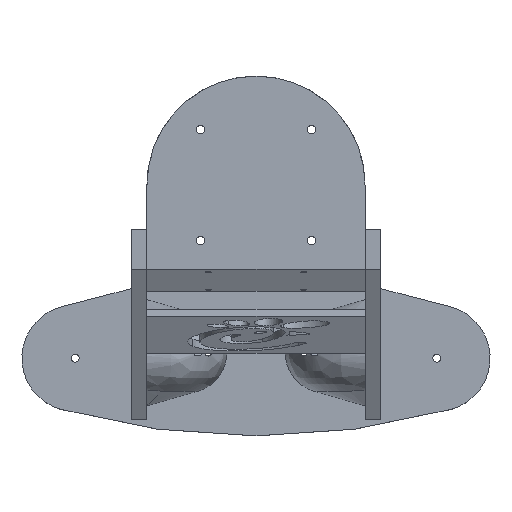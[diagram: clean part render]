
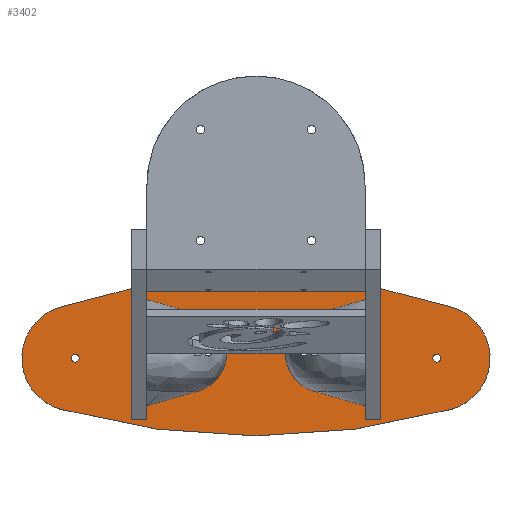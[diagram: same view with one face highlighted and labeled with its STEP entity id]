
A CAD part, top view. The second image highlights one B-rep face of the part: STEP entity #3402.
In plain terms, the highlighted planar face has unit normal (0, 0, 1).
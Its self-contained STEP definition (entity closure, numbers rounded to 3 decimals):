
#248=FACE_BOUND('',#654,.T.);
#249=FACE_BOUND('',#655,.T.);
#250=FACE_BOUND('',#656,.T.);
#251=FACE_BOUND('',#657,.T.);
#252=FACE_BOUND('',#658,.T.);
#253=FACE_BOUND('',#659,.T.);
#346=CIRCLE('',#3640,1.25);
#348=CIRCLE('',#3643,1.25);
#349=CIRCLE('',#3647,237.5);
#350=CIRCLE('',#3648,20.);
#351=CIRCLE('',#3649,275.);
#352=CIRCLE('',#3650,20.);
#353=CIRCLE('',#3651,1.5);
#354=CIRCLE('',#3652,1.5);
#455=FACE_OUTER_BOUND('',#653,.T.);
#653=EDGE_LOOP('',(#2563,#2564,#2565,#2566));
#654=EDGE_LOOP('',(#2567));
#655=EDGE_LOOP('',(#2568));
#656=EDGE_LOOP('',(#2569,#2570,#2571,#2572));
#657=EDGE_LOOP('',(#2573));
#658=EDGE_LOOP('',(#2574));
#659=EDGE_LOOP('',(#2575,#2576,#2577,#2578));
#916=LINE('',#5199,#1213);
#920=LINE('',#5208,#1217);
#922=LINE('',#5220,#1219);
#923=LINE('',#5222,#1220);
#924=LINE('',#5223,#1221);
#925=LINE('',#5229,#1222);
#926=LINE('',#5231,#1223);
#927=LINE('',#5232,#1224);
#1213=VECTOR('',#4054,10.);
#1217=VECTOR('',#4060,10.);
#1219=VECTOR('',#4072,10.);
#1220=VECTOR('',#4073,10.);
#1221=VECTOR('',#4074,10.);
#1222=VECTOR('',#4079,10.);
#1223=VECTOR('',#4080,10.);
#1224=VECTOR('',#4081,10.);
#1530=VERTEX_POINT('',#5183);
#1532=VERTEX_POINT('',#5189);
#1535=VERTEX_POINT('',#5196);
#1536=VERTEX_POINT('',#5198);
#1539=VERTEX_POINT('',#5205);
#1540=VERTEX_POINT('',#5207);
#1541=VERTEX_POINT('',#5211);
#1542=VERTEX_POINT('',#5212);
#1543=VERTEX_POINT('',#5214);
#1544=VERTEX_POINT('',#5216);
#1545=VERTEX_POINT('',#5219);
#1546=VERTEX_POINT('',#5221);
#1547=VERTEX_POINT('',#5224);
#1548=VERTEX_POINT('',#5226);
#1549=VERTEX_POINT('',#5228);
#1550=VERTEX_POINT('',#5230);
#1911=EDGE_CURVE('',#1530,#1530,#346,.T.);
#1914=EDGE_CURVE('',#1532,#1532,#348,.T.);
#1917=EDGE_CURVE('',#1536,#1535,#916,.T.);
#1921=EDGE_CURVE('',#1540,#1539,#920,.T.);
#1923=EDGE_CURVE('',#1541,#1542,#349,.T.);
#1924=EDGE_CURVE('',#1542,#1543,#350,.T.);
#1925=EDGE_CURVE('',#1543,#1544,#351,.T.);
#1926=EDGE_CURVE('',#1544,#1541,#352,.T.);
#1927=EDGE_CURVE('',#1545,#1540,#922,.T.);
#1928=EDGE_CURVE('',#1539,#1546,#923,.T.);
#1929=EDGE_CURVE('',#1546,#1545,#924,.T.);
#1930=EDGE_CURVE('',#1547,#1547,#353,.T.);
#1931=EDGE_CURVE('',#1548,#1548,#354,.T.);
#1932=EDGE_CURVE('',#1535,#1549,#925,.T.);
#1933=EDGE_CURVE('',#1549,#1550,#926,.T.);
#1934=EDGE_CURVE('',#1550,#1536,#927,.T.);
#2563=ORIENTED_EDGE('',*,*,#1923,.T.);
#2564=ORIENTED_EDGE('',*,*,#1924,.T.);
#2565=ORIENTED_EDGE('',*,*,#1925,.T.);
#2566=ORIENTED_EDGE('',*,*,#1926,.T.);
#2567=ORIENTED_EDGE('',*,*,#1911,.T.);
#2568=ORIENTED_EDGE('',*,*,#1914,.T.);
#2569=ORIENTED_EDGE('',*,*,#1927,.T.);
#2570=ORIENTED_EDGE('',*,*,#1921,.T.);
#2571=ORIENTED_EDGE('',*,*,#1928,.T.);
#2572=ORIENTED_EDGE('',*,*,#1929,.T.);
#2573=ORIENTED_EDGE('',*,*,#1930,.T.);
#2574=ORIENTED_EDGE('',*,*,#1931,.T.);
#2575=ORIENTED_EDGE('',*,*,#1932,.T.);
#2576=ORIENTED_EDGE('',*,*,#1933,.T.);
#2577=ORIENTED_EDGE('',*,*,#1934,.T.);
#2578=ORIENTED_EDGE('',*,*,#1917,.T.);
#3290=PLANE('',#3646);
#3402=ADVANCED_FACE('',(#455,#248,#249,#250,#251,#252,#253),#3290,.T.);
#3640=AXIS2_PLACEMENT_3D('',#5185,#4041,#4042);
#3643=AXIS2_PLACEMENT_3D('',#5191,#4048,#4049);
#3646=AXIS2_PLACEMENT_3D('',#5210,#4062,#4063);
#3647=AXIS2_PLACEMENT_3D('',#5213,#4064,#4065);
#3648=AXIS2_PLACEMENT_3D('',#5215,#4066,#4067);
#3649=AXIS2_PLACEMENT_3D('',#5217,#4068,#4069);
#3650=AXIS2_PLACEMENT_3D('',#5218,#4070,#4071);
#3651=AXIS2_PLACEMENT_3D('',#5225,#4075,#4076);
#3652=AXIS2_PLACEMENT_3D('',#5227,#4077,#4078);
#4041=DIRECTION('center_axis',(0.,0.,-1.));
#4042=DIRECTION('ref_axis',(-1.,0.,0.));
#4048=DIRECTION('center_axis',(0.,0.,-1.));
#4049=DIRECTION('ref_axis',(-1.,0.,0.));
#4054=DIRECTION('',(-1.,0.,0.));
#4060=DIRECTION('',(-1.,0.,0.));
#4062=DIRECTION('center_axis',(0.,0.,1.));
#4063=DIRECTION('ref_axis',(1.,0.,0.));
#4064=DIRECTION('center_axis',(0.,0.,1.));
#4065=DIRECTION('ref_axis',(0.313,0.95,0.));
#4066=DIRECTION('center_axis',(0.,0.,1.));
#4067=DIRECTION('ref_axis',(-0.313,0.95,0.));
#4068=DIRECTION('center_axis',(0.,0.,1.));
#4069=DIRECTION('ref_axis',(-1.,0.,0.));
#4070=DIRECTION('center_axis',(0.,0.,1.));
#4071=DIRECTION('ref_axis',(-0.313,-0.95,0.));
#4072=DIRECTION('',(0.,-1.,0.));
#4073=DIRECTION('',(0.,1.,0.));
#4074=DIRECTION('',(1.,0.,0.));
#4075=DIRECTION('center_axis',(0.,0.,-1.));
#4076=DIRECTION('ref_axis',(1.,0.,0.));
#4077=DIRECTION('center_axis',(0.,0.,-1.));
#4078=DIRECTION('ref_axis',(1.,0.,0.));
#4079=DIRECTION('',(0.,1.,0.));
#4080=DIRECTION('',(1.,0.,0.));
#4081=DIRECTION('',(0.,-1.,0.));
#5183=CARTESIAN_POINT('',(19.25,2.,3.));
#5185=CARTESIAN_POINT('Origin',(18.,2.,3.));
#5189=CARTESIAN_POINT('',(-16.75,2.,3.));
#5191=CARTESIAN_POINT('Origin',(-18.,2.,3.));
#5196=CARTESIAN_POINT('',(41.,-18.,3.));
#5198=CARTESIAN_POINT('',(46.7,-18.,3.));
#5199=CARTESIAN_POINT('',(20.5,-18.,3.));
#5205=CARTESIAN_POINT('',(-46.7,-18.,3.));
#5207=CARTESIAN_POINT('',(-41.,-18.,3.));
#5208=CARTESIAN_POINT('',(-23.35,-18.,3.));
#5210=CARTESIAN_POINT('Origin',(0.,5.452,3.));
#5211=CARTESIAN_POINT('',(74.253,18.997,3.));
#5212=CARTESIAN_POINT('',(-74.253,18.997,3.));
#5213=CARTESIAN_POINT('Origin',(0.,-206.597,
3.));
#5214=CARTESIAN_POINT('',(-73.333,-19.276,3.));
#5215=CARTESIAN_POINT('Origin',(-68.,0.,3.));
#5216=CARTESIAN_POINT('',(73.333,-19.276,3.));
#5217=CARTESIAN_POINT('Origin',(0.,245.766,
3.));
#5218=CARTESIAN_POINT('Origin',(68.,0.,3.));
#5219=CARTESIAN_POINT('',(-41.,22.,3.));
#5220=CARTESIAN_POINT('',(-41.,13.726,3.));
#5221=CARTESIAN_POINT('',(-46.7,22.,3.));
#5222=CARTESIAN_POINT('',(-46.7,-1.274,3.));
#5223=CARTESIAN_POINT('',(-21.85,22.,3.));
#5224=CARTESIAN_POINT('',(66.5,0.,3.));
#5225=CARTESIAN_POINT('Origin',(68.,0.,3.));
#5226=CARTESIAN_POINT('',(-69.5,0.,3.));
#5227=CARTESIAN_POINT('Origin',(-68.,0.,3.));
#5228=CARTESIAN_POINT('',(41.,22.,3.));
#5229=CARTESIAN_POINT('',(41.,-1.274,3.));
#5230=CARTESIAN_POINT('',(46.7,22.,3.));
#5231=CARTESIAN_POINT('',(21.85,22.,3.));
#5232=CARTESIAN_POINT('',(46.7,-6.274,3.));
